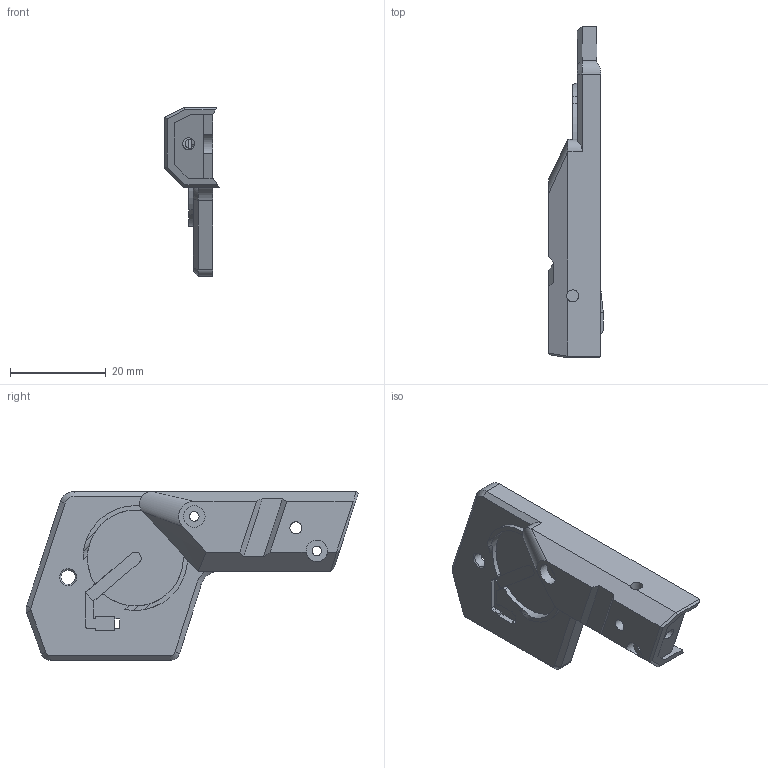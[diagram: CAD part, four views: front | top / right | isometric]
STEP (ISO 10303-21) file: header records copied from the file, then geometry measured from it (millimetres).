
FILE_DESCRIPTION(/* description */ ('Unknown'),/* implementation_level */ '2;1');
FILE_NAME(/* name */ 'jericho941_pre2007_grip_cowboyBebop_laserCover_mainBody_10mm',/* time_stamp */ '2024-08-03T21:51:10-10:00',/* author */ ('Unknown'),/* organization */ ('Unknown'),/* preprocessor_version */ 'ST-DEVELOPER v18.1',/* originating_system */ 'Solid Edge',/* authorisation */ 'Unknown');
FILE_SCHEMA (('AUTOMOTIVE_DESIGN {1 0 10303 214 3 1 1}'));
Length unit declared in the file: millimetre
Products named in the file (2): jericho941_pre2007_grips; jericho941_pre2007_grip_cowboyBebop_laserCover_mainBody_10mm
Assembly tree (1 placements, depth 2):
  jericho941_pre2007_grips
    jericho941_pre2007_grip_cowboyBebop_laserCover_mainBody_10mm
Bounding box: 11.39 x 69.24 x 35.17 mm (x, y, z)
Volume: 5559.1 mm3; surface area: 5582.8 mm2
Topology: 1 solids, 1 shells, 182 faces, 534 edges, 351 vertices
Faces by surface type: plane 118, cylinder 55, cone 6, bspline 3
Full cylindrical faces by diameter (mm): 2 x2, 2.5 x3, 3 x1, 4.1 x1, 4.5 x2
Entity records: 6057 total; most frequent: CARTESIAN_POINT 1183, ORIENTED_EDGE 1032, DIRECTION 973, EDGE_CURVE 516, LINE 371, VECTOR 371, VERTEX_POINT 343, AXIS2_PLACEMENT_3D 301
